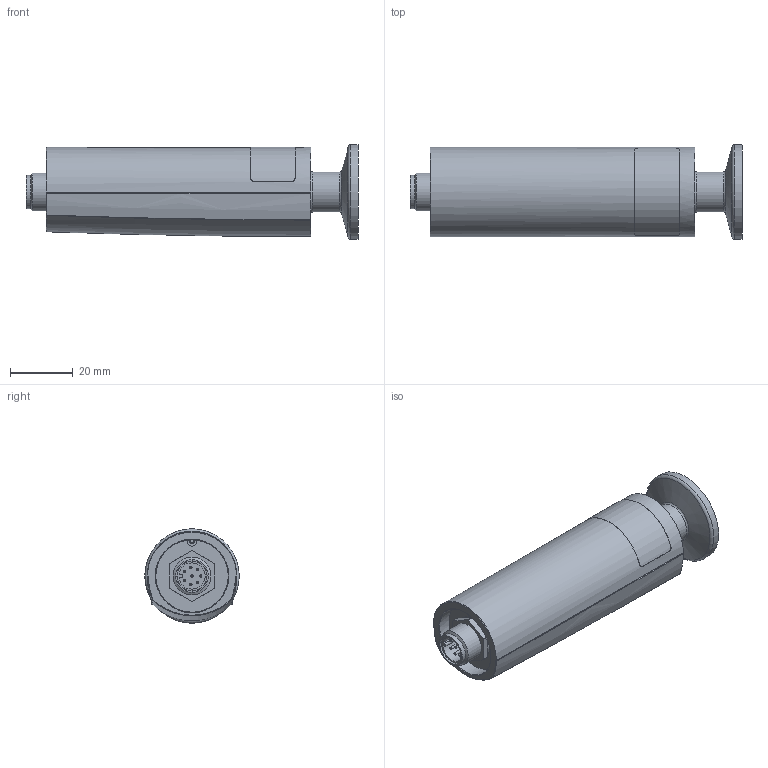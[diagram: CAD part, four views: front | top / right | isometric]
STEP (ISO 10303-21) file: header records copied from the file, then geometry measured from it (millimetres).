
FILE_DESCRIPTION((''),'2;1');
FILE_NAME('CDG020D_M12_16KF.stp','2012-06-28T07:44:51',('BEM'),(''),'Autodesk Inventor 2012','Autodesk Inventor 2012','');
FILE_SCHEMA(('AUTOMOTIVE_DESIGN { 1 0 10303 214 1 1 1 1 }'));
Length unit declared in the file: millimetre
Products named in the file (1): CDG020D_M12_16KF
Bounding box: 105.42 x 30 x 30 mm (x, y, z)
Volume: 28011.4 mm3; surface area: 28895.8 mm2
Topology: 1 solids, 1 shells, 743 faces, 2025 edges, 1276 vertices
Faces by surface type: plane 436, cylinder 235, torus 42, cone 15, bspline 13, sphere 2
Full cylindrical faces by diameter (mm): 0.6 x4, 0.75 x8, 0.8 x8, 0.85 x8, 1 x2, 1.1 x1, 1.4 x1, 2.013 x2, 9.45 x1, 9.55 x1, 10.5 x2, 10.9 x1, 12 x2, 12.4 x1, 12.7 x1, 13.5 x1, 14 x2, 14.4 x1, 16 x1, 17.2 x1, 17.5 x1, 23 x1, 30 x1
Entity records: 25188 total; most frequent: CARTESIAN_POINT 5654, DIRECTION 3950, ORIENTED_EDGE 3846, EDGE_CURVE 1923, AXIS2_PLACEMENT_3D 1372, VERTEX_POINT 1255, VECTOR 1206, LINE 1206
